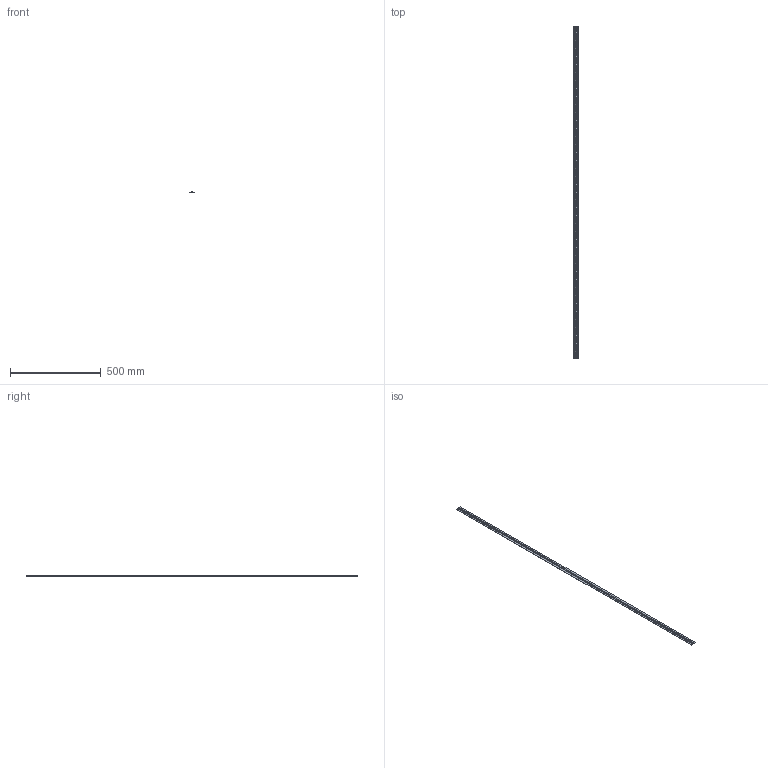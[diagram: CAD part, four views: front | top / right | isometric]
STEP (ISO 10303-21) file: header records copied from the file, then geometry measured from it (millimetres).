
FILE_DESCRIPTION (( 'STEP AP203' ), '1' );
FILE_NAME ('MS-20001-P-3.STEP', '2021-04-12T00:58:30', ( '' ), ( '' ), 'SwSTEP 2.0', 'SolidWorks 2018', '' );
FILE_SCHEMA (( 'CONFIG_CONTROL_DESIGN' ));
Length unit declared in the file: millimetre
Products named in the file (4): MS-20001-P_pin_ _冇2.3; MS-20001-P_hingeA__P3; MS-20001-P_hingeB_ _P3; MS-20001-P-3
Assembly tree (3 placements, depth 2):
  MS-20001-P-3
    MS-20001-P_pin_ _冇2.3
    MS-20001-P_hingeA__P3
    MS-20001-P_hingeB_ _P3
Bounding box: 31.8 x 1828.8 x 4.78 mm (x, y, z)
Volume: 105451.3 mm3; surface area: 159672.4 mm2
Topology: 3 solids, 3 shells, 1036 faces, 3090 edges, 2060 vertices
Faces by surface type: cylinder 588, plane 448
Entity records: 36518 total; most frequent: DIRECTION 6640, CARTESIAN_POINT 6192, ORIENTED_EDGE 6180, EDGE_CURVE 3090, AXIS2_PLACEMENT_3D 2508, VERTEX_POINT 2060, VECTOR 1624, LINE 1624
